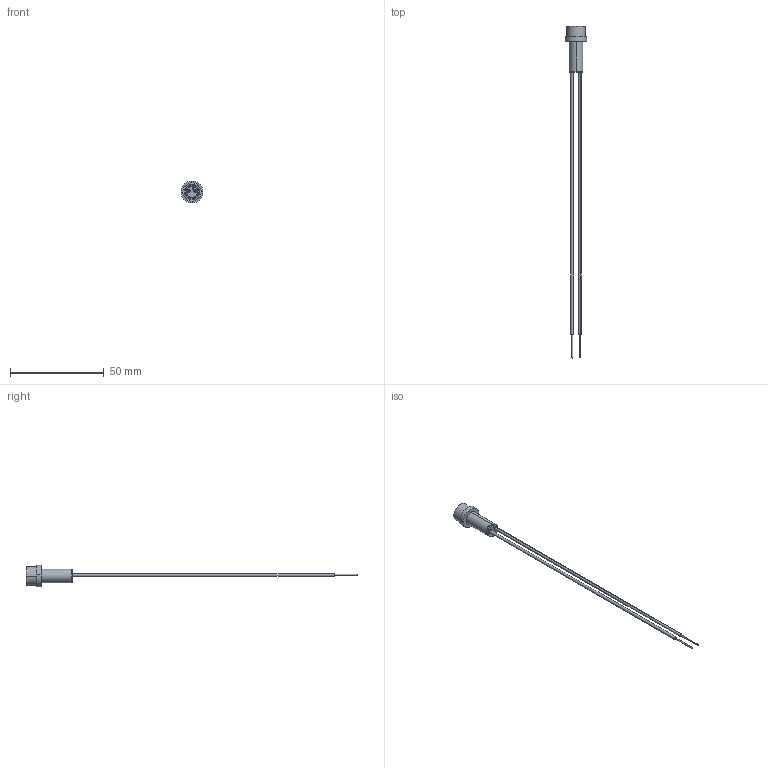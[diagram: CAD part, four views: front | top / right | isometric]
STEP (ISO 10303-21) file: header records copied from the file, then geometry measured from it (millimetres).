
FILE_DESCRIPTION (( 'STEP AP203' ), '1' );
FILE_NAME ('961_Series.STEP', '2019-02-14T22:59:02', ( '' ), ( '' ), 'SwSTEP 2.0', 'SolidWorks 2018', '' );
FILE_SCHEMA (( 'CONFIG_CONTROL_DESIGN' ));
Length unit declared in the file: foot
Products named in the file (6): 94 series 6in wire; 500061-X 961-0 BLACK; 961_Series; LENS 60 FRESNEL 500032; 90 HEADER; 500040-2
Assembly tree (6 placements, depth 2):
  961_Series
    LENS 60 FRESNEL 500032
    90 HEADER
    500040-2
    500061-X 961-0 BLACK
    94 series 6in wire  x2
Bounding box: 11.68 x 176.63 x 11.68 mm (x, y, z)
Volume: 1197.3 mm3; surface area: 3227.5 mm2
Topology: 6 solids, 6 shells, 347 faces, 833 edges, 526 vertices
Faces by surface type: plane 174, cylinder 130, cone 40, bspline 3
Entity records: 11146 total; most frequent: CARTESIAN_POINT 2443, DIRECTION 1763, ORIENTED_EDGE 1642, EDGE_CURVE 821, AXIS2_PLACEMENT_3D 696, VERTEX_POINT 518, EDGE_LOOP 375, LINE 371
